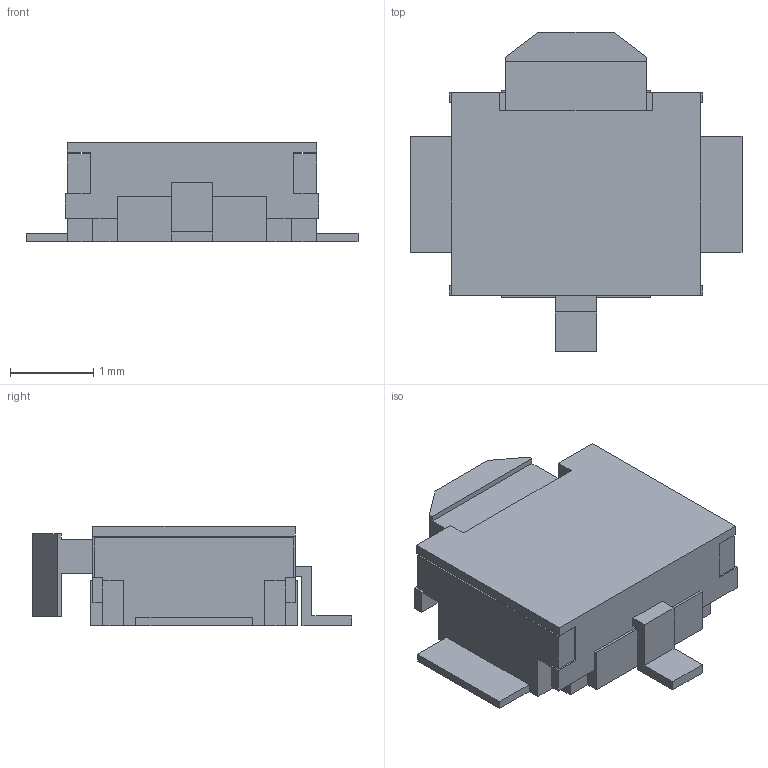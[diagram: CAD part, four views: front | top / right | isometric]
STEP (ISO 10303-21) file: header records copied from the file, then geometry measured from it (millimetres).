
FILE_DESCRIPTION(('FreeCAD Model'),'2;1');
FILE_NAME('Open CASCADE STEP translator 6.8 1.step', '2021-01-31T01:29:57',('kicad StepUp'),('ksu MCAD'), 'Open CASCADE STEP processor 7.5','FreeCAD','Unknown');
FILE_SCHEMA(('AUTOMOTIVE_DESIGN { 1 0 10303 214 1 1 1 1 }'));
Length unit declared in the file: millimetre
Products named in the file (1): Open CASCADE STEP translator 6.8 1
Bounding box: 4 x 3.85 x 1.2 mm (x, y, z)
Volume: 9.4 mm3; surface area: 41.4 mm2
Topology: 1 solids, 1 shells, 98 faces, 278 edges, 184 vertices
Faces by surface type: plane 98
Entity records: 3809 total; most frequent: CARTESIAN_POINT 561, ORIENTED_EDGE 556, DIRECTION 476, EDGE_CURVE 278, LINE 278, VECTOR 278, VERTEX_POINT 184, FACE_BOUND 100
